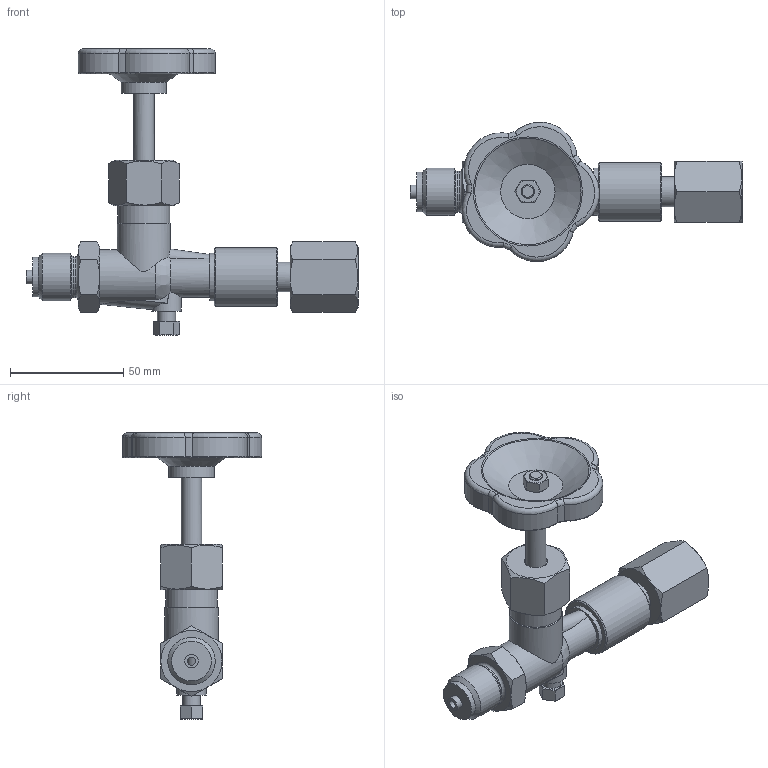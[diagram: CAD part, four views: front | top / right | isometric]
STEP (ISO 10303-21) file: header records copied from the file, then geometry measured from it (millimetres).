
FILE_DESCRIPTION( ( 'Unknown' ), '1' );
FILE_NAME( '10060B04X.stp', 'Unknown', ( 'Peter Nanko' ), ( 'Armaturen Arndt' ), 'PSStep 14.0', 'Solid Edge ST4', ' ' );
FILE_SCHEMA( ( 'AUTOMOTIVE_DESIGN { 1 0 10303 214 1 1 1 1 }' ) );
Length unit declared in the file: millimetre
Products named in the file (1): ÜM85B04X
Bounding box: 146.5 x 61.47 x 126.24 mm (x, y, z)
Volume: 108846.4 mm3; surface area: 31723.5 mm2
Topology: 1 solids, 5 shells, 207 faces, 492 edges, 306 vertices
Faces by surface type: plane 79, cone 58, cylinder 42, torus 26, bspline 2
Full cylindrical faces by diameter (mm): 3.5 x3, 6 x2, 7 x2, 8 x1, 9 x1, 10 x1, 13 x1, 13.157 x1, 13.5 x1, 17.5 x1, 18 x2, 18.631 x1, 20 x1, 20.955 x3, 21.2 x1, 22.911 x1, 23.5 x1, 24 x1, 26 x1, 44 x1
Entity records: 8040 total; most frequent: CARTESIAN_POINT 2123, DIRECTION 864, ORIENTED_EDGE 794, EDGE_CURVE 397, AXIS2_PLACEMENT_3D 380, EDGE_LOOP 300, VERTEX_POINT 281, FACE_OUTER_BOUND 240
